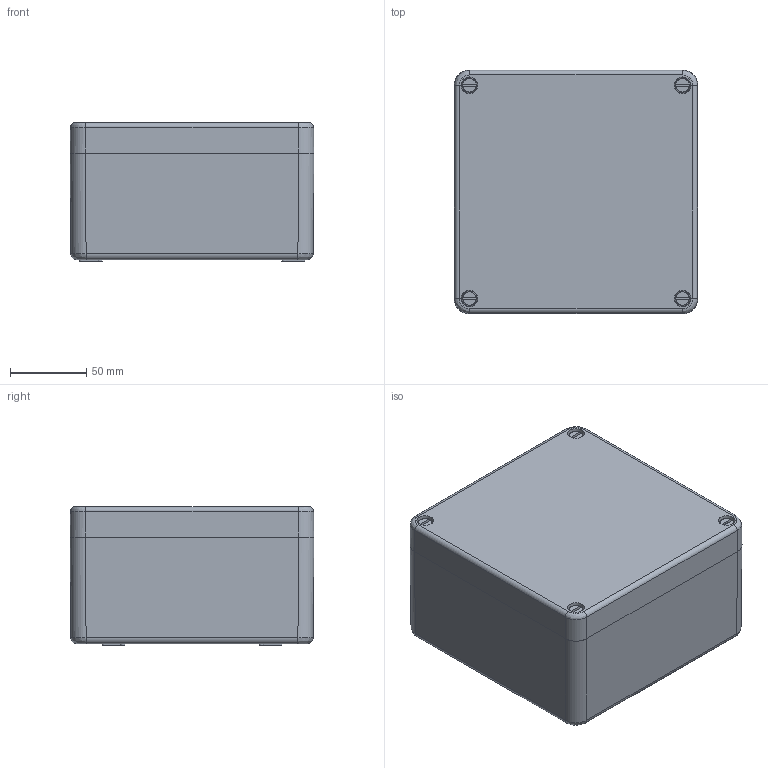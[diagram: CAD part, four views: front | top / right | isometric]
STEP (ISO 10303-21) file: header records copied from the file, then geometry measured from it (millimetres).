
FILE_DESCRIPTION((''),'2;1');
FILE_NAME('04330000_P 330.stp','2010-02-04T15:31:48',('kotzmaier'),(''),'Autodesk Inventor 2010','Autodesk Inventor 2010','');
FILE_SCHEMA(('CONFIG_CONTROL_DESIGN'));
Length unit declared in the file: millimetre
Products named in the file (4): P 330; P 330_UT; P 330_OT; DIN 84 - ersetzt durch DIN EN ISO 1207 M6 x 30
Assembly tree (6 placements, depth 2):
  P 330
    P 330_UT
    P 330_OT
    DIN 84 - ersetzt durch DIN EN ISO 1207 M6 x 30  x4
Bounding box: 160 x 160 x 91 mm (x, y, z)
Volume: 692271.6 mm3; surface area: 221803.4 mm2
Topology: 6 solids, 6 shells, 360 faces, 822 edges, 504 vertices
Faces by surface type: plane 146, cylinder 114, bspline 60, cone 32, torus 8
Full cylindrical faces by diameter (mm): 5.459 x4, 6 x14, 6.5 x4, 10 x4, 11 x4
Entity records: 12159 total; most frequent: CARTESIAN_POINT 5154, DIRECTION 1416, ORIENTED_EDGE 1352, EDGE_CURVE 676, AXIS2_PLACEMENT_3D 540, VERTEX_POINT 442, EDGE_LOOP 412, VECTOR 336
